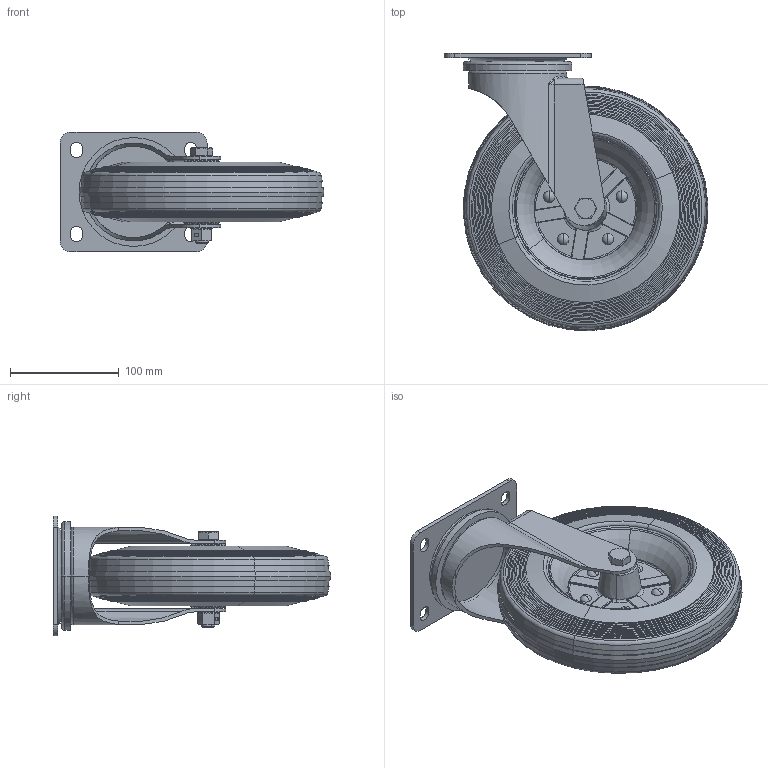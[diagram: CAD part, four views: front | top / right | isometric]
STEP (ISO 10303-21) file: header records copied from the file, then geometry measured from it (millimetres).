
FILE_DESCRIPTION (( 'STEP AP214' ), '1' );
FILE_NAME ('0013442_L-IS-SGS-225-R-3_(A-01).step', '2020-02-19T10:11:56', ( '' ), ( '' ), 'SwSTEP 2.0', 'SolidWorks 2018', '' );
FILE_SCHEMA (( 'AUTOMOTIVE_DESIGN' ));
Length unit declared in the file: millimetre
Products named in the file (1): 0013442_L-IS-SGS-225-R-3_(A-01)
Bounding box: 242.39 x 254.89 x 110 mm (x, y, z)
Volume: 1549057.1 mm3; surface area: 296395.3 mm2
Topology: 14 solids, 14 shells, 640 faces, 1586 edges, 944 vertices
Faces by surface type: plane 174, torus 152, cylinder 134, cone 100, bspline 80
Entity records: 28197 total; most frequent: CARTESIAN_POINT 6581, ORIENTED_EDGE 3060, DIRECTION 2954, EDGE_CURVE 1530, AXIS2_PLACEMENT_3D 1243, VERTEX_POINT 944, EDGE_LOOP 712, CIRCLE 682
